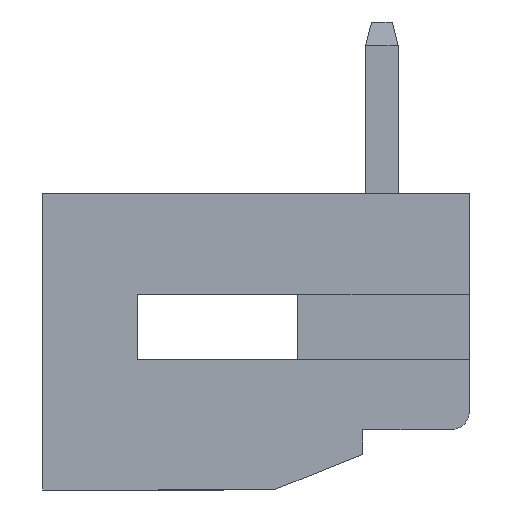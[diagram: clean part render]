
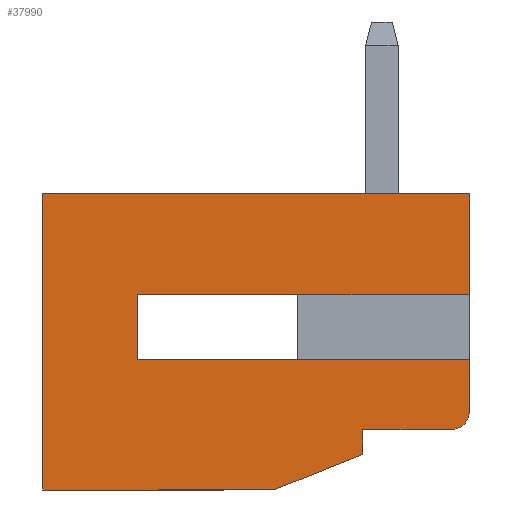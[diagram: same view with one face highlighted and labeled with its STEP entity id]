
A CAD part, left-side view. The second image highlights one B-rep face of the part: STEP entity #37990.
In plain terms, the highlighted planar face has unit normal (-1, 0, 0).
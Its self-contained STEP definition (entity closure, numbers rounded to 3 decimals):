
#6930=CARTESIAN_POINT('',(0.653,3.503,5.3));
#6940=VERTEX_POINT('',#6930);
#6970=CARTESIAN_POINT('',(0.653,3.503,0.));
#6980=DIRECTION('',(0.,0.,-1.));
#6990=VECTOR('',#6980,1.);
#7000=LINE('',#6970,#6990);
#7010=CARTESIAN_POINT('',(0.653,3.503,0.3));
#7020=VERTEX_POINT('',#7010);
#7030=EDGE_CURVE('',#6940,#7020,#7000,.T.);
#21320=CARTESIAN_POINT('',(0.653,-3.397,1.32));
#21330=VERTEX_POINT('',#21320);
#21360=CARTESIAN_POINT('',(0.653,-3.397,1.62));
#21370=DIRECTION('',(-1.,0.,0.));
#21380=DIRECTION('',(0.,1.,0.));
#21390=AXIS2_PLACEMENT_3D('',#21360,#21370,#21380);
#21400=CIRCLE('',#21390,0.3);
#21410=CARTESIAN_POINT('',(0.653,-3.697,1.62));
#21420=VERTEX_POINT('',#21410);
#21430=EDGE_CURVE('',#21330,#21420,#21400,.T.);
#27010=CARTESIAN_POINT('',(0.653,-3.697,5.3));
#27020=VERTEX_POINT('',#27010);
#27050=CARTESIAN_POINT('',(0.653,0.,5.3));
#27060=DIRECTION('',(0.,-1.,0.));
#27070=VECTOR('',#27060,1.);
#27080=LINE('',#27050,#27070);
#27090=EDGE_CURVE('',#6940,#27020,#27080,.T.);
#35580=CARTESIAN_POINT('',(0.653,-0.397,0.3
));
#35590=VERTEX_POINT('',#35580);
#35620=CARTESIAN_POINT('',(0.653,0.,0.141));
#35630=DIRECTION('',(0.,-0.928,0.371));
#35640=VECTOR('',#35630,1.);
#35650=LINE('',#35620,#35640);
#35660=CARTESIAN_POINT('',(0.653,-1.897,0.9));
#35670=VERTEX_POINT('',#35660);
#35680=EDGE_CURVE('',#35590,#35670,#35650,.T.);
#37340=CARTESIAN_POINT('',(0.653,-3.697,-0.2));
#37350=DIRECTION('',(-1.,0.,0.));
#37360=DIRECTION('',(0.,1.,0.));
#37370=AXIS2_PLACEMENT_3D('',#37340,#37350,#37360);
#37380=PLANE('',#37370);
#37390=ORIENTED_EDGE('',*,*,#27090,.F.);
#37400=CARTESIAN_POINT('',(0.653,-3.697,0.));
#37410=DIRECTION('',(0.,0.,1.));
#37420=VECTOR('',#37410,1.);
#37430=LINE('',#37400,#37420);
#37440=CARTESIAN_POINT('',(0.653,-3.697,3.6));
#37450=VERTEX_POINT('',#37440);
#37460=EDGE_CURVE('',#37450,#27020,#37430,.T.);
#37470=ORIENTED_EDGE('',*,*,#37460,.T.);
#37480=CARTESIAN_POINT('',(0.653,0.,3.6));
#37490=DIRECTION('',(0.,1.,0.));
#37500=VECTOR('',#37490,1.);
#37510=LINE('',#37480,#37500);
#37520=CARTESIAN_POINT('',(0.653,1.903,3.6));
#37530=VERTEX_POINT('',#37520);
#37540=EDGE_CURVE('',#37450,#37530,#37510,.T.);
#37550=ORIENTED_EDGE('',*,*,#37540,.F.);
#37560=CARTESIAN_POINT('',(0.653,1.903,0.));
#37570=DIRECTION('',(0.,0.,-1.));
#37580=VECTOR('',#37570,1.);
#37590=LINE('',#37560,#37580);
#37600=CARTESIAN_POINT('',(0.653,1.903,2.5));
#37610=VERTEX_POINT('',#37600);
#37620=EDGE_CURVE('',#37530,#37610,#37590,.T.);
#37630=ORIENTED_EDGE('',*,*,#37620,.F.);
#37640=CARTESIAN_POINT('',(0.653,0.,2.5));
#37650=DIRECTION('',(0.,1.,0.));
#37660=VECTOR('',#37650,1.);
#37670=LINE('',#37640,#37660);
#37680=CARTESIAN_POINT('',(0.653,-3.697,2.5));
#37690=VERTEX_POINT('',#37680);
#37700=EDGE_CURVE('',#37690,#37610,#37670,.T.);
#37710=ORIENTED_EDGE('',*,*,#37700,.T.);
#37720=EDGE_CURVE('',#21420,#37690,#37430,.T.);
#37730=ORIENTED_EDGE('',*,*,#37720,.T.);
#37740=ORIENTED_EDGE('',*,*,#21430,.T.);
#37750=CARTESIAN_POINT('',(0.653,0.,1.32));
#37760=DIRECTION('',(0.,1.,0.));
#37770=VECTOR('',#37760,1.);
#37780=LINE('',#37750,#37770);
#37790=CARTESIAN_POINT('',(0.653,-1.897,1.32));
#37800=VERTEX_POINT('',#37790);
#37810=EDGE_CURVE('',#21330,#37800,#37780,.T.);
#37820=ORIENTED_EDGE('',*,*,#37810,.F.);
#37830=CARTESIAN_POINT('',(0.653,-1.897,0.));
#37840=DIRECTION('',(0.,0.,1.));
#37850=VECTOR('',#37840,1.);
#37860=LINE('',#37830,#37850);
#37870=EDGE_CURVE('',#35670,#37800,#37860,.T.);
#37880=ORIENTED_EDGE('',*,*,#37870,.T.);
#37890=ORIENTED_EDGE('',*,*,#35680,.T.);
#37900=CARTESIAN_POINT('',(0.653,0.,0.3));
#37910=DIRECTION('',(0.,-1.,0.));
#37920=VECTOR('',#37910,1.);
#37930=LINE('',#37900,#37920);
#37940=EDGE_CURVE('',#7020,#35590,#37930,.T.);
#37950=ORIENTED_EDGE('',*,*,#37940,.T.);
#37960=ORIENTED_EDGE('',*,*,#7030,.T.);
#37970=EDGE_LOOP('',(#37960,#37950,#37890,#37880,#37820,#37740,#37730,
#37710,#37630,#37550,#37470,#37390));
#37980=FACE_OUTER_BOUND('',#37970,.T.);
#37990=ADVANCED_FACE('',(#37980),#37380,.T.);
